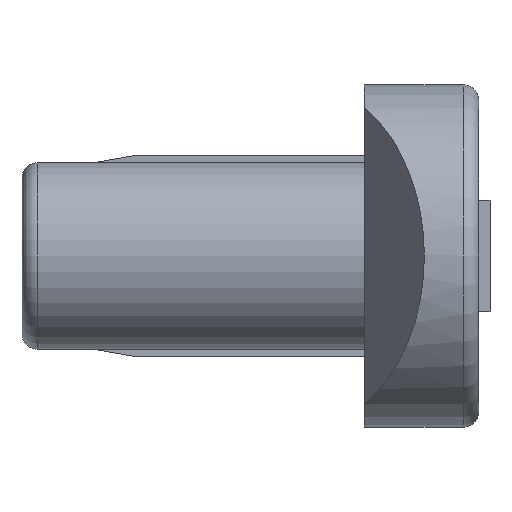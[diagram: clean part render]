
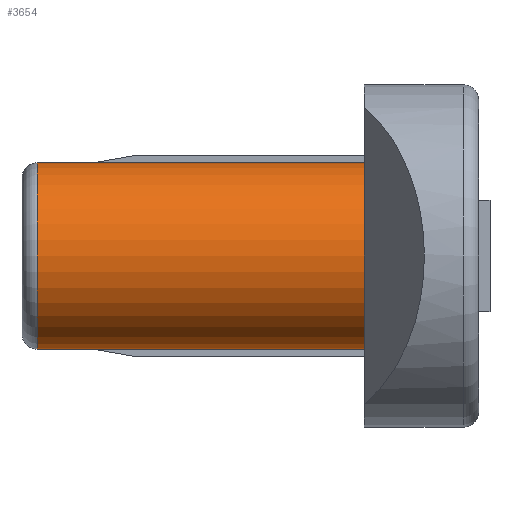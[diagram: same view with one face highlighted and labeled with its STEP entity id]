
A CAD part, left-side view. The second image highlights one B-rep face of the part: STEP entity #3654.
In plain terms, the highlighted cylindrical face has radius 1.225 mm (diameter 2.45 mm), a partial arc.
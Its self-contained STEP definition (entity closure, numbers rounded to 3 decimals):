
#50 = VERTEX_POINT ( 'NONE', #227 ) ;
#70 = DIRECTION ( 'NONE',  ( 0., 1., 0. ) ) ;
#126 = VERTEX_POINT ( 'NONE', #3942 ) ;
#227 = CARTESIAN_POINT ( 'NONE',  ( -2.9, 1.5, -1.225 ) ) ;
#233 = CYLINDRICAL_SURFACE ( 'NONE', #2800, 1.225 ) ;
#566 = VERTEX_POINT ( 'NONE', #1540 ) ;
#652 = CARTESIAN_POINT ( 'NONE',  ( -2.9, 1.5, 0. ) ) ;
#1034 = CARTESIAN_POINT ( 'NONE',  ( -4.125, 1.5, 0. ) ) ;
#1072 = AXIS2_PLACEMENT_3D ( 'NONE', #1860, #2154, #2772 ) ;
#1090 = EDGE_CURVE ( 'NONE', #50, #3827, #3273, .T. ) ;
#1098 = DIRECTION ( 'NONE',  ( 0., 1., 0. ) ) ;
#1234 = ORIENTED_EDGE ( 'NONE', *, *, #1090, .T. ) ;
#1283 = EDGE_CURVE ( 'NONE', #50, #566, #3073, .T. ) ;
#1287 = EDGE_LOOP ( 'NONE', ( #1397, #1781, #1988, #1234, #1933 ) ) ;
#1364 = CARTESIAN_POINT ( 'NONE',  ( -2.9, 0.5, -1.225 ) ) ;
#1366 = DIRECTION ( 'NONE',  ( 0., 0., 1. ) ) ;
#1397 = ORIENTED_EDGE ( 'NONE', *, *, #2070, .T. ) ;
#1413 = LINE ( 'NONE', #2890, #4008 ) ;
#1415 = CIRCLE ( 'NONE', #1072, 1.225 ) ;
#1540 = CARTESIAN_POINT ( 'NONE',  ( -2.9, 5.8, -1.225 ) ) ;
#1570 = DIRECTION ( 'NONE',  ( 0., 0., 1. ) ) ;
#1602 = CIRCLE ( 'NONE', #3270, 1.225 ) ;
#1607 = FACE_OUTER_BOUND ( 'NONE', #1287, .T. ) ;
#1781 = ORIENTED_EDGE ( 'NONE', *, *, #2341, .T. ) ;
#1860 = CARTESIAN_POINT ( 'NONE',  ( -2.9, 5.8, 0. ) ) ;
#1917 = DIRECTION ( 'NONE',  ( 0., 1., 0. ) ) ;
#1933 = ORIENTED_EDGE ( 'NONE', *, *, #3856, .T. ) ;
#1976 = CARTESIAN_POINT ( 'NONE',  ( -2.9, 1.5, 0. ) ) ;
#1988 = ORIENTED_EDGE ( 'NONE', *, *, #1283, .F. ) ;
#2059 = VECTOR ( 'NONE', #1098, 1000. ) ;
#2070 = EDGE_CURVE ( 'NONE', #2725, #126, #1413, .T. ) ;
#2154 = DIRECTION ( 'NONE',  ( 0., -1., 0. ) ) ;
#2328 = DIRECTION ( 'NONE',  ( 0., 0., 1. ) ) ;
#2341 = EDGE_CURVE ( 'NONE', #126, #566, #1415, .T. ) ;
#2690 = AXIS2_PLACEMENT_3D ( 'NONE', #652, #1917, #1570 ) ;
#2725 = VERTEX_POINT ( 'NONE', #3573 ) ;
#2772 = DIRECTION ( 'NONE',  ( 0., 0., 1. ) ) ;
#2800 = AXIS2_PLACEMENT_3D ( 'NONE', #3230, #3257, #1366 ) ;
#2890 = CARTESIAN_POINT ( 'NONE',  ( -2.9, 0.5, 1.225 ) ) ;
#3073 = LINE ( 'NONE', #1364, #2059 ) ;
#3230 = CARTESIAN_POINT ( 'NONE',  ( -2.9, 0.5, 0. ) ) ;
#3257 = DIRECTION ( 'NONE',  ( 0., 1., 0. ) ) ;
#3270 = AXIS2_PLACEMENT_3D ( 'NONE', #1976, #3841, #2328 ) ;
#3273 = CIRCLE ( 'NONE', #2690, 1.225 ) ;
#3573 = CARTESIAN_POINT ( 'NONE',  ( -2.9, 1.5, 1.225 ) ) ;
#3654 = ADVANCED_FACE ( 'NONE', ( #1607 ), #233, .T. ) ;
#3827 = VERTEX_POINT ( 'NONE', #1034 ) ;
#3841 = DIRECTION ( 'NONE',  ( 0., 1., 0. ) ) ;
#3856 = EDGE_CURVE ( 'NONE', #3827, #2725, #1602, .T. ) ;
#3942 = CARTESIAN_POINT ( 'NONE',  ( -2.9, 5.8, 1.225 ) ) ;
#4008 = VECTOR ( 'NONE', #70, 1000. ) ;
